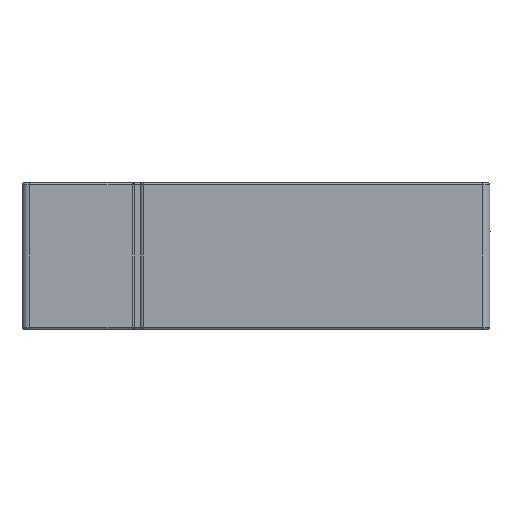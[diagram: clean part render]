
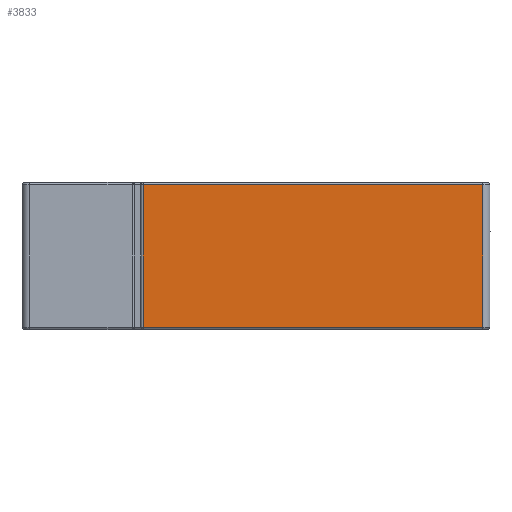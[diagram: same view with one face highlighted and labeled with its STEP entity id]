
A CAD part, left-side view. The second image highlights one B-rep face of the part: STEP entity #3833.
In plain terms, the highlighted planar face has unit normal (-1, 0, 0).
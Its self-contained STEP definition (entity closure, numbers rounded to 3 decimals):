
#85 = CARTESIAN_POINT ( 'NONE',  ( -8., 4.702, 2.9 ) ) ;
#880 = LINE ( 'NONE', #85, #4526 ) ;
#1064 = ORIENTED_EDGE ( 'NONE', *, *, #4462, .T. ) ;
#1877 = DIRECTION ( 'NONE',  ( 0., 0., 1. ) ) ;
#2203 = VECTOR ( 'NONE', #1877, 1000. ) ;
#2389 = CARTESIAN_POINT ( 'NONE',  ( -8., 0., -2.9 ) ) ;
#2737 = CARTESIAN_POINT ( 'NONE',  ( -8., 0., 3. ) ) ;
#3073 = ORIENTED_EDGE ( 'NONE', *, *, #7927, .T. ) ;
#3197 = AXIS2_PLACEMENT_3D ( 'NONE', #2737, #5333, #4847 ) ;
#3382 = CARTESIAN_POINT ( 'NONE',  ( -8., 4.602, 3. ) ) ;
#3741 = CARTESIAN_POINT ( 'NONE',  ( -8., 4.602, 2.9 ) ) ;
#3833 = ADVANCED_FACE ( 'NONE', ( #6134 ), #6097, .F. ) ;
#3939 = CARTESIAN_POINT ( 'NONE',  ( -8., 4.602, -2.9 ) ) ;
#4462 = EDGE_CURVE ( 'NONE', #7315, #5493, #8517, .T. ) ;
#4526 = VECTOR ( 'NONE', #6302, 1000. ) ;
#4646 = VECTOR ( 'NONE', #6100, 1000. ) ;
#4730 = EDGE_CURVE ( 'NONE', #5493, #5293, #5376, .T. ) ;
#4847 = DIRECTION ( 'NONE',  ( 0., 0., -1. ) ) ;
#5242 = CARTESIAN_POINT ( 'NONE',  ( -8., -9.25, 3. ) ) ;
#5277 = CARTESIAN_POINT ( 'NONE',  ( -8., -9.25, 2.9 ) ) ;
#5293 = VERTEX_POINT ( 'NONE', #5277 ) ;
#5333 = DIRECTION ( 'NONE',  ( 1., 0., 0. ) ) ;
#5376 = LINE ( 'NONE', #5242, #2203 ) ;
#5493 = VERTEX_POINT ( 'NONE', #8739 ) ;
#5666 = EDGE_LOOP ( 'NONE', ( #3073, #5790, #1064, #7302 ) ) ;
#5790 = ORIENTED_EDGE ( 'NONE', *, *, #6565, .T. ) ;
#5918 = VECTOR ( 'NONE', #8394, 1000. ) ;
#6097 = PLANE ( 'NONE',  #3197 ) ;
#6100 = DIRECTION ( 'NONE',  ( 0., 0., -1. ) ) ;
#6134 = FACE_OUTER_BOUND ( 'NONE', #5666, .T. ) ;
#6302 = DIRECTION ( 'NONE',  ( 0., 1., 0. ) ) ;
#6565 = EDGE_CURVE ( 'NONE', #8472, #7315, #6810, .T. ) ;
#6810 = LINE ( 'NONE', #3382, #4646 ) ;
#7302 = ORIENTED_EDGE ( 'NONE', *, *, #4730, .T. ) ;
#7315 = VERTEX_POINT ( 'NONE', #3939 ) ;
#7927 = EDGE_CURVE ( 'NONE', #5293, #8472, #880, .T. ) ;
#8394 = DIRECTION ( 'NONE',  ( 0., -1., 0. ) ) ;
#8472 = VERTEX_POINT ( 'NONE', #3741 ) ;
#8517 = LINE ( 'NONE', #2389, #5918 ) ;
#8739 = CARTESIAN_POINT ( 'NONE',  ( -8., -9.25, -2.9 ) ) ;
